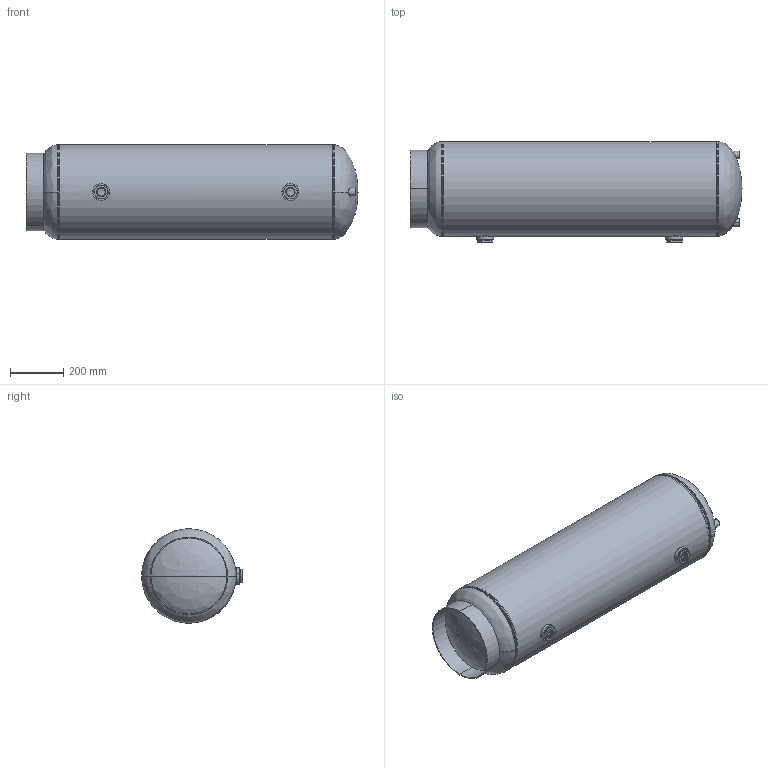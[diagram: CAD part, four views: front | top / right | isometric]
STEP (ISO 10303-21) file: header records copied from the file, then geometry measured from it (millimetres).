
FILE_DESCRIPTION (( 'STEP AP203' ), '1' );
FILE_NAME ('14NAG48.STEP', '2021-03-10T17:55:20', ( '' ), ( '' ), 'SwSTEP 2.0', 'SolidWorks 2021', '' );
FILE_SCHEMA (( 'CONFIG_CONTROL_DESIGN' ));
Length unit declared in the file: inch
Products named in the file (8): 14NAG48; Couplings_9500557; 99Q0452; 99B0451; 9200060; 9200062; 8500008_44605K286; 9500070
Assembly tree (10 placements, depth 2):
  14NAG48
    99B0451
    9200060
    9200062
    Couplings_9500557  x2
    9500070  x2
    8500008_44605K286  x2
    99Q0452
Bounding box: 1247.78 x 378.9 x 355.6 mm (x, y, z)
Volume: 3801380.7 mm3; surface area: 3074832.2 mm2
Topology: 10 solids, 10 shells, 260 faces, 1020 edges, 780 vertices
Faces by surface type: cone 132, cylinder 46, plane 44, bspline 26, torus 12
Full cylindrical faces by diameter (mm): 350.52 x1, 355.397 x1
Entity records: 18591 total; most frequent: CARTESIAN_POINT 13016, ORIENTED_EDGE 1190, DIRECTION 706, EDGE_CURVE 595, VERTEX_POINT 442, B_SPLINE_CURVE_WITH_KNOTS 341, AXIS2_PLACEMENT_3D 295, EDGE_LOOP 185
